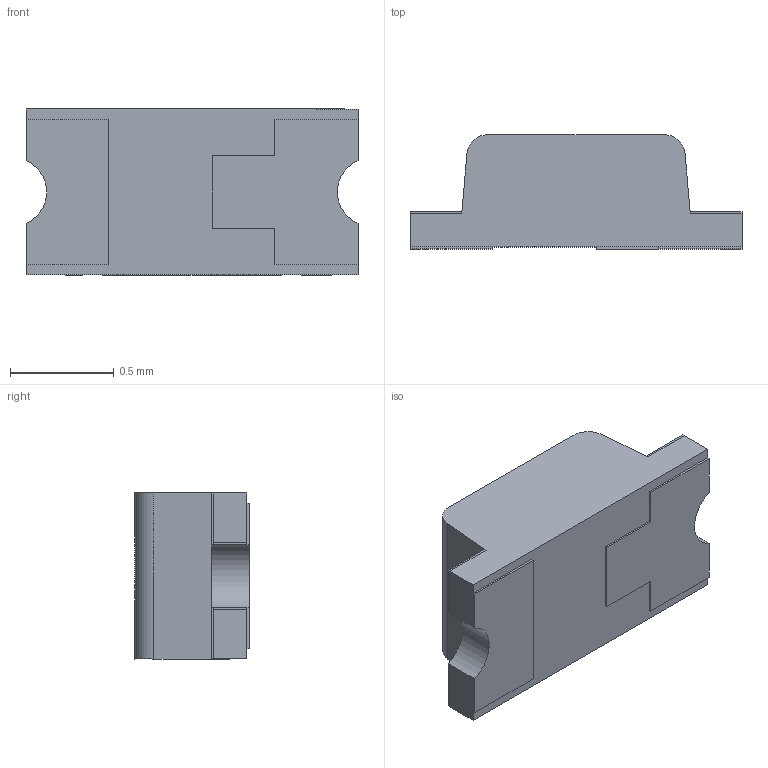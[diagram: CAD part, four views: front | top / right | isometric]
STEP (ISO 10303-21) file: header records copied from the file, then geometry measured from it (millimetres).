
FILE_DESCRIPTION (( 'STEP AP214' ), '1' );
FILE_NAME ('LTST-C191KGKT.STEP', '2020-06-24T14:44:18', ( '' ), ( '' ), 'SwSTEP 2.0', 'SolidWorks 2017', '' );
FILE_SCHEMA (( 'AUTOMOTIVE_DESIGN' ));
Length unit declared in the file: millimetre
Products named in the file (1): LTST-C191KGKT
Bounding box: 1.6 x 0.55 x 0.8 mm (x, y, z)
Volume: 0.5 mm3; surface area: 6.9 mm2
Topology: 3 solids, 3 shells, 62 faces, 160 edges, 104 vertices
Faces by surface type: plane 54, cylinder 8
Entity records: 1908 total; most frequent: CARTESIAN_POINT 327, ORIENTED_EDGE 320, DIRECTION 302, EDGE_CURVE 160, LINE 144, VECTOR 144, VERTEX_POINT 104, AXIS2_PLACEMENT_3D 79
